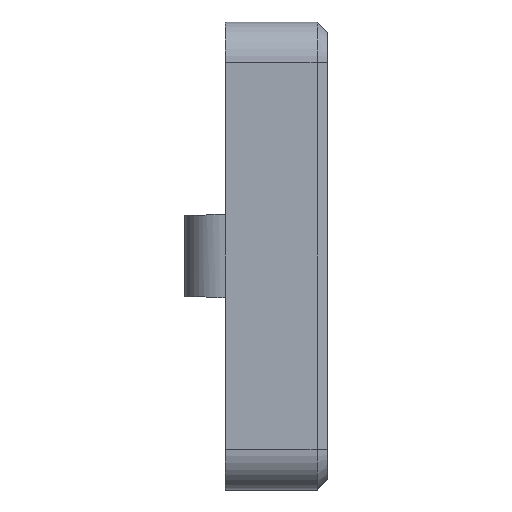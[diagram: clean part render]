
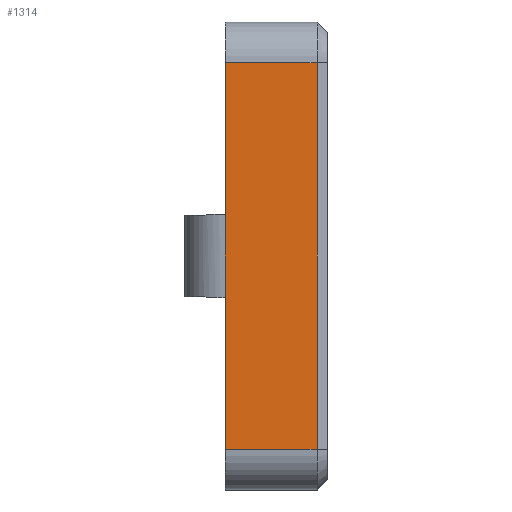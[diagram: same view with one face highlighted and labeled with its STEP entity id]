
A CAD part, left-side view. The second image highlights one B-rep face of the part: STEP entity #1314.
In plain terms, the highlighted planar face has unit normal (-1, 0, 0).
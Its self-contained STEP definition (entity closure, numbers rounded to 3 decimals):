
#49=PLANE('',#1459);
#109=FACE_OUTER_BOUND('',#177,.T.);
#177=EDGE_LOOP('',(#1114,#1115,#1116,#1117));
#353=LINE('',#2231,#480);
#360=LINE('',#2252,#487);
#361=LINE('',#2254,#488);
#362=LINE('',#2255,#489);
#480=VECTOR('',#1777,10.);
#487=VECTOR('',#1802,10.);
#488=VECTOR('',#1803,10.);
#489=VECTOR('',#1804,10.);
#624=VERTEX_POINT('',#2225);
#625=VERTEX_POINT('',#2229);
#630=VERTEX_POINT('',#2251);
#631=VERTEX_POINT('',#2253);
#800=EDGE_CURVE('',#625,#624,#353,.T.);
#810=EDGE_CURVE('',#630,#625,#360,.T.);
#811=EDGE_CURVE('',#631,#630,#361,.T.);
#812=EDGE_CURVE('',#624,#631,#362,.T.);
#1114=ORIENTED_EDGE('',*,*,#800,.F.);
#1115=ORIENTED_EDGE('',*,*,#810,.F.);
#1116=ORIENTED_EDGE('',*,*,#811,.F.);
#1117=ORIENTED_EDGE('',*,*,#812,.F.);
#1314=ADVANCED_FACE('',(#109),#49,.T.);
#1459=AXIS2_PLACEMENT_3D('',#2250,#1800,#1801);
#1777=DIRECTION('',(0.,0.,-1.));
#1800=DIRECTION('center_axis',(-1.,0.,0.));
#1801=DIRECTION('ref_axis',(0.,0.,1.));
#1802=DIRECTION('',(0.,-1.,0.));
#1803=DIRECTION('',(0.,0.,1.));
#1804=DIRECTION('',(0.,1.,0.));
#2225=CARTESIAN_POINT('',(-25.5,1.,-19.));
#2229=CARTESIAN_POINT('',(-25.5,1.,19.));
#2231=CARTESIAN_POINT('',(-25.5,1.,-11.5));
#2250=CARTESIAN_POINT('Origin',(-25.5,0.,-23.));
#2251=CARTESIAN_POINT('',(-25.5,10.,19.));
#2252=CARTESIAN_POINT('',(-25.5,0.,19.));
#2253=CARTESIAN_POINT('',(-25.5,10.,-19.));
#2254=CARTESIAN_POINT('',(-25.5,10.,-23.));
#2255=CARTESIAN_POINT('',(-25.5,0.,-19.));
